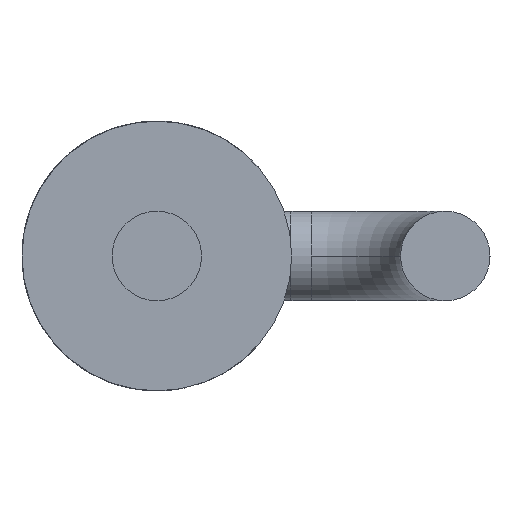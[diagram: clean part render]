
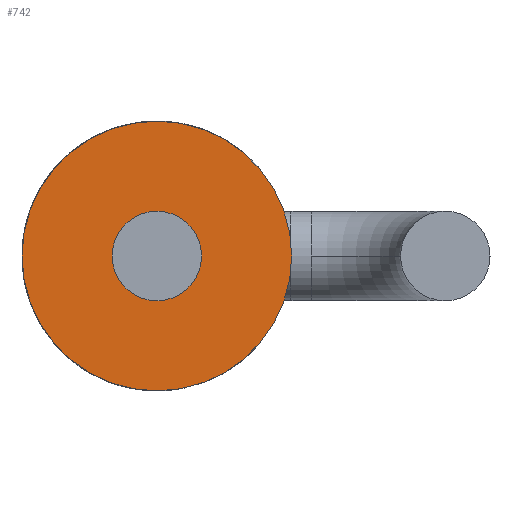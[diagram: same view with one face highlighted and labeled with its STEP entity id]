
A CAD part, front view. The second image highlights one B-rep face of the part: STEP entity #742.
In plain terms, the highlighted planar face has unit normal (0, -1, 0).
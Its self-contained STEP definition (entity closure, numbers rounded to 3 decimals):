
#46 = VERTEX_POINT ( 'NONE', #2032 ) ;
#74 = AXIS2_PLACEMENT_3D ( 'NONE', #2626, #596, #4754 ) ;
#292 = DIRECTION ( 'NONE',  ( 0., -1., 0. ) ) ;
#596 = DIRECTION ( 'NONE',  ( 0., 1., 0. ) ) ;
#718 = AXIS2_PLACEMENT_3D ( 'NONE', #4280, #1315, #865 ) ;
#742 = ADVANCED_FACE ( 'NONE', ( #4955, #1202 ), #2074, .F. ) ;
#865 = DIRECTION ( 'NONE',  ( 0., 0., 1. ) ) ;
#969 = VERTEX_POINT ( 'NONE', #3712 ) ;
#1066 = EDGE_CURVE ( 'NONE', #46, #5169, #5014, .T. ) ;
#1202 = FACE_OUTER_BOUND ( 'NONE', #4420, .T. ) ;
#1315 = DIRECTION ( 'NONE',  ( 0., 1., 0. ) ) ;
#1355 = CARTESIAN_POINT ( 'NONE',  ( 0., 1., 0. ) ) ;
#1395 = EDGE_CURVE ( 'NONE', #969, #1478, #5203, .T. ) ;
#1478 = VERTEX_POINT ( 'NONE', #1719 ) ;
#1533 = CARTESIAN_POINT ( 'NONE',  ( 0., 1., 0. ) ) ;
#1719 = CARTESIAN_POINT ( 'NONE',  ( 0.394, 1., 0. ) ) ;
#1768 = AXIS2_PLACEMENT_3D ( 'NONE', #1533, #3330, #4990 ) ;
#1774 = DIRECTION ( 'NONE',  ( 0., 0., 1. ) ) ;
#2032 = CARTESIAN_POINT ( 'NONE',  ( 0., 1., 1.188 ) ) ;
#2073 = ORIENTED_EDGE ( 'NONE', *, *, #5060, .F. ) ;
#2074 = PLANE ( 'NONE',  #718 ) ;
#2148 = CARTESIAN_POINT ( 'NONE',  ( 0., 1., -1.188 ) ) ;
#2467 = CIRCLE ( 'NONE', #3176, 0.394 ) ;
#2560 = ORIENTED_EDGE ( 'NONE', *, *, #4971, .F. ) ;
#2617 = DIRECTION ( 'NONE',  ( 0., -1., 0. ) ) ;
#2626 = CARTESIAN_POINT ( 'NONE',  ( 0., 1., 0. ) ) ;
#3176 = AXIS2_PLACEMENT_3D ( 'NONE', #3560, #292, #5231 ) ;
#3330 = DIRECTION ( 'NONE',  ( 0., 1., 0. ) ) ;
#3560 = CARTESIAN_POINT ( 'NONE',  ( 0., 1., 0. ) ) ;
#3708 = ORIENTED_EDGE ( 'NONE', *, *, #1066, .F. ) ;
#3712 = CARTESIAN_POINT ( 'NONE',  ( -0.394, 1., 0. ) ) ;
#4280 = CARTESIAN_POINT ( 'NONE',  ( 0., 1., 0. ) ) ;
#4420 = EDGE_LOOP ( 'NONE', ( #2560, #3708 ) ) ;
#4450 = EDGE_LOOP ( 'NONE', ( #2073, #4702 ) ) ;
#4702 = ORIENTED_EDGE ( 'NONE', *, *, #1395, .F. ) ;
#4754 = DIRECTION ( 'NONE',  ( 0., 0., 1. ) ) ;
#4955 = FACE_BOUND ( 'NONE', #4450, .T. ) ;
#4971 = EDGE_CURVE ( 'NONE', #5169, #46, #4992, .T. ) ;
#4990 = DIRECTION ( 'NONE',  ( 0., 0., 1. ) ) ;
#4992 = CIRCLE ( 'NONE', #74, 1.188 ) ;
#5014 = CIRCLE ( 'NONE', #1768, 1.188 ) ;
#5060 = EDGE_CURVE ( 'NONE', #1478, #969, #2467, .T. ) ;
#5169 = VERTEX_POINT ( 'NONE', #2148 ) ;
#5203 = CIRCLE ( 'NONE', #5292, 0.394 ) ;
#5231 = DIRECTION ( 'NONE',  ( 0., 0., 1. ) ) ;
#5292 = AXIS2_PLACEMENT_3D ( 'NONE', #1355, #2617, #1774 ) ;
